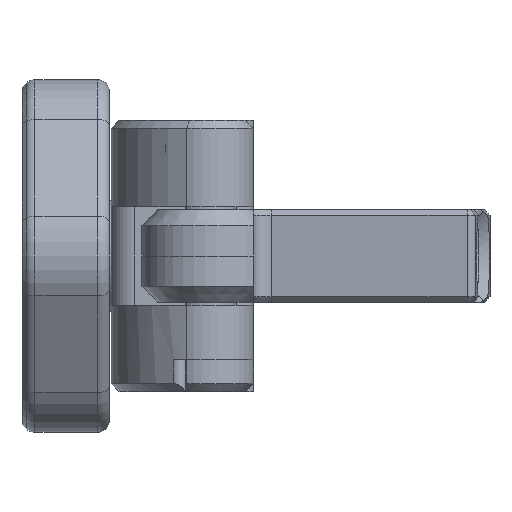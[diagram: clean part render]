
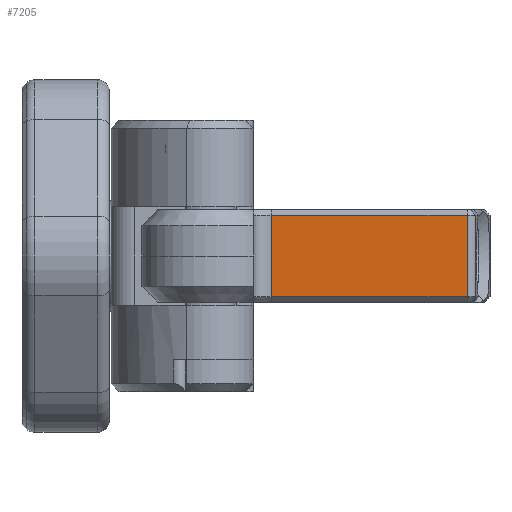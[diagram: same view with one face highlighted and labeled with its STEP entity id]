
A CAD part, left-side view. The second image highlights one B-rep face of the part: STEP entity #7205.
In plain terms, the highlighted planar face has unit normal (-0.994, 0.11, 0).
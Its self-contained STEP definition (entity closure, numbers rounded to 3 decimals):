
#481=PLANE('',#7948);
#893=FACE_OUTER_BOUND('',#1347,.T.);
#1347=EDGE_LOOP('',(#6572,#6573,#6574,#6575));
#1864=LINE('',#12242,#2446);
#1918=LINE('',#13741,#2500);
#1925=LINE('',#13759,#2507);
#1926=LINE('',#13761,#2508);
#2446=VECTOR('',#9687,10.);
#2500=VECTOR('',#9921,10.);
#2507=VECTOR('',#9940,10.);
#2508=VECTOR('',#9943,10.);
#3405=VERTEX_POINT('',#12239);
#3406=VERTEX_POINT('',#12241);
#3505=VERTEX_POINT('',#13737);
#3507=VERTEX_POINT('',#13740);
#4366=EDGE_CURVE('',#3405,#3406,#1864,.T.);
#4536=EDGE_CURVE('',#3505,#3507,#1918,.T.);
#4546=EDGE_CURVE('',#3405,#3507,#1925,.T.);
#4547=EDGE_CURVE('',#3406,#3505,#1926,.T.);
#6572=ORIENTED_EDGE('',*,*,#4546,.T.);
#6573=ORIENTED_EDGE('',*,*,#4536,.F.);
#6574=ORIENTED_EDGE('',*,*,#4547,.F.);
#6575=ORIENTED_EDGE('',*,*,#4366,.F.);
#7205=ADVANCED_FACE('',(#893),#481,.T.);
#7948=AXIS2_PLACEMENT_3D('',#13760,#9941,#9942);
#9687=DIRECTION('',(0.,0.,-1.));
#9921=DIRECTION('',(0.,0.,1.));
#9940=DIRECTION('',(0.11,0.994,0.));
#9941=DIRECTION('center_axis',(-0.994,0.11,0.));
#9942=DIRECTION('ref_axis',(0.,0.,
-1.));
#9943=DIRECTION('',(0.11,0.994,0.));
#12239=CARTESIAN_POINT('',(-5.681,-18.038,5.1));
#12241=CARTESIAN_POINT('',(-5.681,-18.038,-5.1));
#12242=CARTESIAN_POINT('',(-5.681,-18.038,3.9));
#13737=CARTESIAN_POINT('',(-2.969,6.53,-5.1));
#13740=CARTESIAN_POINT('',(-2.969,6.53,5.1));
#13741=CARTESIAN_POINT('',(-2.969,6.53,3.9));
#13759=CARTESIAN_POINT('',(-4.474,-7.104,5.1));
#13760=CARTESIAN_POINT('Origin',(-3.816,-1.141,7.8));
#13761=CARTESIAN_POINT('',(-4.474,-7.104,-5.1));
